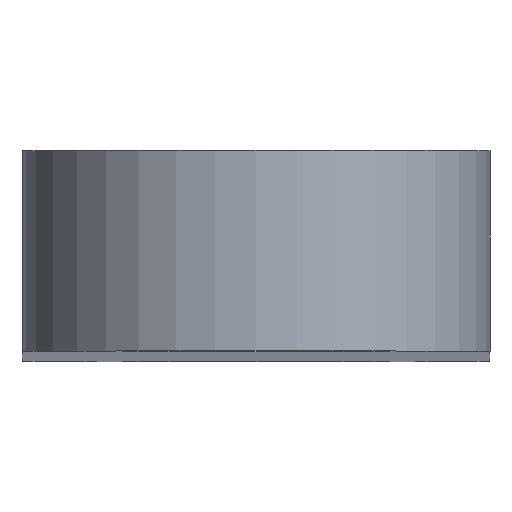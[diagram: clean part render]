
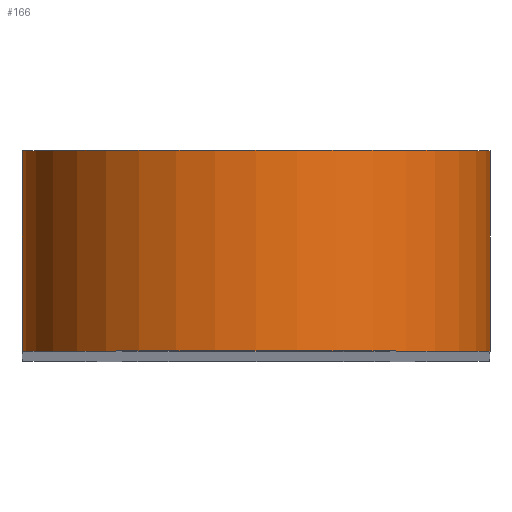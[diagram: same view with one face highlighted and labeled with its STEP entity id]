
A CAD part, top view. The second image highlights one B-rep face of the part: STEP entity #166.
In plain terms, the highlighted cylindrical face has radius 3.5 mm (diameter 7 mm), a partial arc.
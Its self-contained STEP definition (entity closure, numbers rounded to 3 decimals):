
#28=FACE_OUTER_BOUND('',#36,.T.);
#36=EDGE_LOOP('',(#137,#138,#139,#140));
#46=LINE('',#287,#56);
#52=LINE('',#302,#62);
#56=VECTOR('',#236,10.);
#62=VECTOR('',#250,10.);
#73=CIRCLE('',#205,3.5);
#74=CIRCLE('',#206,3.5);
#84=VERTEX_POINT('',#284);
#85=VERTEX_POINT('',#286);
#89=VERTEX_POINT('',#298);
#90=VERTEX_POINT('',#300);
#102=EDGE_CURVE('',#84,#85,#46,.T.);
#110=EDGE_CURVE('',#89,#90,#52,.T.);
#111=EDGE_CURVE('',#84,#89,#73,.T.);
#112=EDGE_CURVE('',#85,#90,#74,.T.);
#137=ORIENTED_EDGE('',*,*,#111,.T.);
#138=ORIENTED_EDGE('',*,*,#110,.T.);
#139=ORIENTED_EDGE('',*,*,#112,.F.);
#140=ORIENTED_EDGE('',*,*,#102,.F.);
#160=CYLINDRICAL_SURFACE('',#204,3.5);
#166=ADVANCED_FACE('',(#28),#160,.T.);
#204=AXIS2_PLACEMENT_3D('',#303,#251,#252);
#205=AXIS2_PLACEMENT_3D('',#304,#253,#254);
#206=AXIS2_PLACEMENT_3D('',#305,#255,#256);
#236=DIRECTION('',(0.,1.,0.));
#250=DIRECTION('',(0.,1.,0.));
#251=DIRECTION('center_axis',(0.,1.,0.));
#252=DIRECTION('ref_axis',(-1.,0.,0.));
#253=DIRECTION('center_axis',(0.,1.,0.));
#254=DIRECTION('ref_axis',(-1.,0.,0.));
#255=DIRECTION('center_axis',(0.,1.,0.));
#256=DIRECTION('ref_axis',(-1.,0.,0.));
#284=CARTESIAN_POINT('',(-3.5,0.,0.));
#286=CARTESIAN_POINT('',(-3.5,3.,0.));
#287=CARTESIAN_POINT('',(-3.5,0.,0.));
#298=CARTESIAN_POINT('',(3.5,0.,0.));
#300=CARTESIAN_POINT('',(3.5,3.,0.));
#302=CARTESIAN_POINT('',(3.5,0.,0.));
#303=CARTESIAN_POINT('Origin',(0.,0.,0.));
#304=CARTESIAN_POINT('Origin',(0.,0.,0.));
#305=CARTESIAN_POINT('Origin',(0.,3.,0.));
